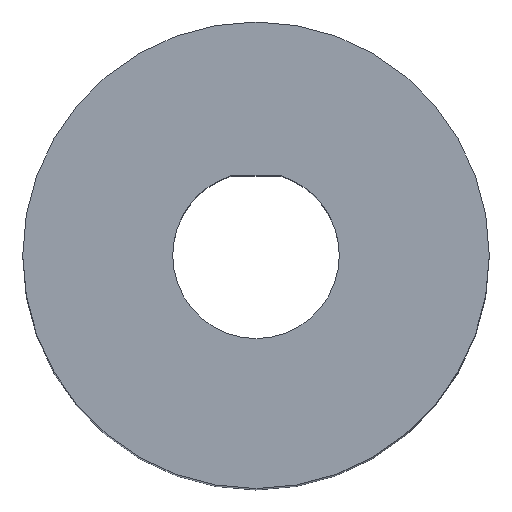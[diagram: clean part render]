
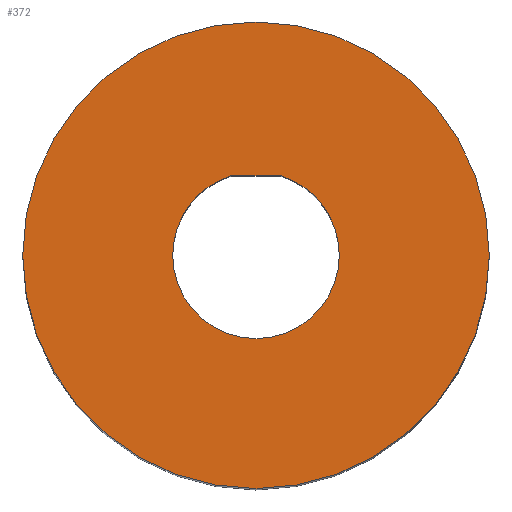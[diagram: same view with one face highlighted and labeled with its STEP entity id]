
A CAD part, top view. The second image highlights one B-rep face of the part: STEP entity #372.
In plain terms, the highlighted planar face has unit normal (0, 0, 1).
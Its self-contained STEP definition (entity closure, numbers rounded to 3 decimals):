
#9 = CIRCLE ( 'NONE', #29, 2.5 ) ;
#16 = ORIENTED_EDGE ( 'NONE', *, *, #381, .T. ) ;
#28 = CIRCLE ( 'NONE', #356, 2.5 ) ;
#29 = AXIS2_PLACEMENT_3D ( 'NONE', #104, #349, #289 ) ;
#42 = VERTEX_POINT ( 'NONE', #387 ) ;
#43 = DIRECTION ( 'NONE',  ( 0., 0., 1. ) ) ;
#55 = EDGE_CURVE ( 'NONE', #42, #134, #250, .T. ) ;
#58 = DIRECTION ( 'NONE',  ( 1., 0., 0. ) ) ;
#68 = DIRECTION ( 'NONE',  ( 1., 0., 0. ) ) ;
#72 = PLANE ( 'NONE',  #189 ) ;
#73 = EDGE_LOOP ( 'NONE', ( #321, #102, #377, #139 ) ) ;
#75 = VERTEX_POINT ( 'NONE', #241 ) ;
#87 = DIRECTION ( 'NONE',  ( 1., 0., 0. ) ) ;
#88 = VECTOR ( 'NONE', #342, 1000. ) ;
#99 = CARTESIAN_POINT ( 'NONE',  ( 0., 0., 25. ) ) ;
#100 = FACE_OUTER_BOUND ( 'NONE', #290, .T. ) ;
#102 = ORIENTED_EDGE ( 'NONE', *, *, #121, .F. ) ;
#104 = CARTESIAN_POINT ( 'NONE',  ( 0., 0., 25. ) ) ;
#121 = EDGE_CURVE ( 'NONE', #148, #131, #282, .T. ) ;
#131 = VERTEX_POINT ( 'NONE', #183 ) ;
#134 = VERTEX_POINT ( 'NONE', #285 ) ;
#137 = CIRCLE ( 'NONE', #357, 7. ) ;
#139 = ORIENTED_EDGE ( 'NONE', *, *, #284, .F. ) ;
#148 = VERTEX_POINT ( 'NONE', #251 ) ;
#152 = CARTESIAN_POINT ( 'NONE',  ( 0., 0., 25. ) ) ;
#166 = DIRECTION ( 'NONE',  ( 1., 0., 0. ) ) ;
#167 = ORIENTED_EDGE ( 'NONE', *, *, #55, .T. ) ;
#177 = DIRECTION ( 'NONE',  ( 0., 0., 1. ) ) ;
#181 = AXIS2_PLACEMENT_3D ( 'NONE', #286, #43, #166 ) ;
#183 = CARTESIAN_POINT ( 'NONE',  ( -0.728, 2.392, 25. ) ) ;
#189 = AXIS2_PLACEMENT_3D ( 'NONE', #384, #224, #68 ) ;
#191 = EDGE_CURVE ( 'NONE', #294, #148, #28, .T. ) ;
#219 = DIRECTION ( 'NONE',  ( 0., 0., 1. ) ) ;
#224 = DIRECTION ( 'NONE',  ( 0., 0., 1. ) ) ;
#237 = CARTESIAN_POINT ( 'NONE',  ( 0., 0., 25. ) ) ;
#241 = CARTESIAN_POINT ( 'NONE',  ( -2.5, 0., 25. ) ) ;
#250 = CIRCLE ( 'NONE', #388, 7. ) ;
#251 = CARTESIAN_POINT ( 'NONE',  ( 0.728, 2.392, 25. ) ) ;
#264 = FACE_BOUND ( 'NONE', #73, .T. ) ;
#282 = LINE ( 'NONE', #335, #88 ) ;
#284 = EDGE_CURVE ( 'NONE', #75, #294, #354, .T. ) ;
#285 = CARTESIAN_POINT ( 'NONE',  ( -7., 0., 25. ) ) ;
#286 = CARTESIAN_POINT ( 'NONE',  ( 0., 0., 25. ) ) ;
#289 = DIRECTION ( 'NONE',  ( 1., 0., 0. ) ) ;
#290 = EDGE_LOOP ( 'NONE', ( #16, #167 ) ) ;
#294 = VERTEX_POINT ( 'NONE', #318 ) ;
#307 = EDGE_CURVE ( 'NONE', #131, #75, #9, .T. ) ;
#316 = DIRECTION ( 'NONE',  ( 1., 0., 0. ) ) ;
#318 = CARTESIAN_POINT ( 'NONE',  ( 2.5, 0., 25. ) ) ;
#321 = ORIENTED_EDGE ( 'NONE', *, *, #307, .F. ) ;
#335 = CARTESIAN_POINT ( 'NONE',  ( -0.728, 2.392, 25. ) ) ;
#342 = DIRECTION ( 'NONE',  ( -1., 0., 0. ) ) ;
#349 = DIRECTION ( 'NONE',  ( 0., 0., 1. ) ) ;
#354 = CIRCLE ( 'NONE', #181, 2.5 ) ;
#356 = AXIS2_PLACEMENT_3D ( 'NONE', #99, #219, #316 ) ;
#357 = AXIS2_PLACEMENT_3D ( 'NONE', #152, #177, #87 ) ;
#372 = ADVANCED_FACE ( 'NONE', ( #100, #264 ), #72, .T. ) ;
#377 = ORIENTED_EDGE ( 'NONE', *, *, #191, .F. ) ;
#381 = EDGE_CURVE ( 'NONE', #134, #42, #137, .T. ) ;
#384 = CARTESIAN_POINT ( 'NONE',  ( 0., 0., 25. ) ) ;
#387 = CARTESIAN_POINT ( 'NONE',  ( 7., 0., 25. ) ) ;
#388 = AXIS2_PLACEMENT_3D ( 'NONE', #237, #391, #58 ) ;
#391 = DIRECTION ( 'NONE',  ( 0., 0., 1. ) ) ;
